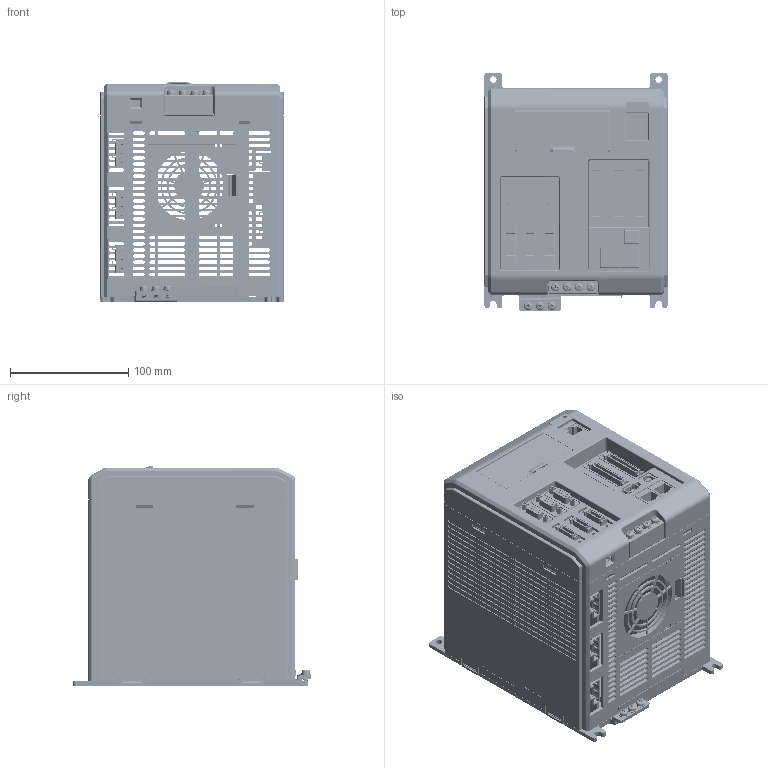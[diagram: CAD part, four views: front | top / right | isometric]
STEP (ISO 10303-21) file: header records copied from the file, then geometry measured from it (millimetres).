
FILE_DESCRIPTION(('HOOPS Exchange Step'),'2;1');
FILE_NAME('export-B5575000-33BA-48FC-85C9-2C72EF7581A0.stp','2024-05-08T11:43:44+02:00',('Engineering'),('Alibre'),'HOOPS Exchange 2023.0','Alibre','Unknown authorisation');
FILE_SCHEMA( ('AP242_MANAGED_MODEL_BASED_3D_ENGINEERING_MIM_LF {1 0 10303 442 1 1 4 }') );
Length unit declared in the file: millimetre
Products named in the file (38): 5017 ASDA-M Servo Drive 3x750W ASD-M-0721-M; 5017-2 ASDA-M Servo Drive 3x750W ASD-M-0721-M_2; 5017-3 ASDA-M Servo Drive 3x750W ASD-M-0721-M_3; 5017-4 ASDA-M Servo Drive 3x750W ASD-M-0721-M_4; 5017-5 ASDA-M Servo Drive 3x750W ASD-M-0721-M_5; 5017-6 ASDA-M Servo Drive 3x750W ASD-M-0721-M_6; 5017-7 ASDA-M Servo Drive 3x750W ASD-M-0721-M; 5017-8 ASDA-M Servo Drive 3x750W ASD-M-0721-M_8; 5017-9 ASDA-M Servo Drive 3x750W ASD-M-0721-M_9; 5017-10 ASDA-M Servo Drive 3x750W ASD-M-0721-M_10; 5017-11 ASDA-M Servo Drive 3x750W ASD-M-0721-M_11; 5017-12 ASDA-M Servo Drive 3x750W ASD-M-0721-M_12; 5017-13 ASDA-M Servo Drive 3x750W ASD-M-0721-M_13; 5017-14 ASDA-M Servo Drive 3x750W ASD-M-0721-M_14; 5017-15 ASDA-M Servo Drive 3x750W ASD-M-0721-M_15; 5017-16 ASDA-M Servo Drive 3x750W ASD-M-0721-M_16; 5017-17 ASDA-M Servo Drive 3x750W ASD-M-0721-M_17; 5017-18 ASDA-M Servo Drive 3x750W ASD-M-0721-M_18; 5017-19 ASDA-M Servo Drive 3x750W ASD-M-0721-M_19; 5017-20 ASDA-M Servo Drive 3x750W ASD-M-0721-M_20; 5017-21 ASDA-M Servo Drive 3x750W ASD-M-0721-M_21; 5017-22 ASDA-M Servo Drive 3x750W ASD-M-0721-M_22; 5017-23 ASDA-M Servo Drive 3x750W ASD-M-0721-M_23; 5017-24 ASDA-M Servo Drive 3x750W ASD-M-0721-M_24; 5017-25 ASDA-M Servo Drive 3x750W ASD-M-0721-M_25; 5017-26 ASDA-M Servo Drive 3x750W ASD-M-0721-M_26; 5017-27 ASDA-M Servo Drive 3x750W ASD-M-0721-M_27; 5017-28 ASDA-M Servo Drive 3x750W ASD-M-0721-M_28; 5017-29 ASDA-M Servo Drive 3x750W ASD-M-0721-M_29; 5017-30 ASDA-M Servo Drive 3x750W ASD-M-0721-M_30; 5017-31 ASDA-M Servo Drive 3x750W ASD-M-0721-M_31; 5017-32 ASDA-M Servo Drive 3x750W ASD-M-0721-M_32; 5017-33 ASDA-M Servo Drive 3x750W ASD-M-0721-M_33; 5017-34 ASDA-M Servo Drive 3x750W ASD-M-0721-M_34; 5017-35 ASDA-M Servo Drive 3x750W ASD-M-0721-M_35; 5017-36 ASDA-M Servo Drive 3x750W ASD-M-0721-M_36; 5017-37 ASDA-M Servo Drive 3x750W ASD-M-0721-M_37
Assembly tree (37 placements, depth 2):
  5017 ASDA-M Servo Drive 3x750W ASD-M-0721-M
    5017 ASDA-M Servo Drive 3x750W ASD-M-0721-M
    5017-2 ASDA-M Servo Drive 3x750W ASD-M-0721-M_2
    5017-3 ASDA-M Servo Drive 3x750W ASD-M-0721-M_3
    5017-4 ASDA-M Servo Drive 3x750W ASD-M-0721-M_4
    5017-5 ASDA-M Servo Drive 3x750W ASD-M-0721-M_5
    5017-6 ASDA-M Servo Drive 3x750W ASD-M-0721-M_6
    5017-7 ASDA-M Servo Drive 3x750W ASD-M-0721-M
    5017-8 ASDA-M Servo Drive 3x750W ASD-M-0721-M_8
    5017-9 ASDA-M Servo Drive 3x750W ASD-M-0721-M_9
    5017-10 ASDA-M Servo Drive 3x750W ASD-M-0721-M_10
    5017-11 ASDA-M Servo Drive 3x750W ASD-M-0721-M_11
    5017-12 ASDA-M Servo Drive 3x750W ASD-M-0721-M_12
    5017-13 ASDA-M Servo Drive 3x750W ASD-M-0721-M_13
    5017-14 ASDA-M Servo Drive 3x750W ASD-M-0721-M_14
    5017-15 ASDA-M Servo Drive 3x750W ASD-M-0721-M_15
    5017-16 ASDA-M Servo Drive 3x750W ASD-M-0721-M_16
    5017-17 ASDA-M Servo Drive 3x750W ASD-M-0721-M_17
    5017-18 ASDA-M Servo Drive 3x750W ASD-M-0721-M_18
    5017-19 ASDA-M Servo Drive 3x750W ASD-M-0721-M_19
    5017-20 ASDA-M Servo Drive 3x750W ASD-M-0721-M_20
    5017-21 ASDA-M Servo Drive 3x750W ASD-M-0721-M_21
    5017-22 ASDA-M Servo Drive 3x750W ASD-M-0721-M_22
    5017-23 ASDA-M Servo Drive 3x750W ASD-M-0721-M_23
    5017-24 ASDA-M Servo Drive 3x750W ASD-M-0721-M_24
    5017-25 ASDA-M Servo Drive 3x750W ASD-M-0721-M_25
    5017-26 ASDA-M Servo Drive 3x750W ASD-M-0721-M_26
    5017-27 ASDA-M Servo Drive 3x750W ASD-M-0721-M_27
    5017-28 ASDA-M Servo Drive 3x750W ASD-M-0721-M_28
    5017-29 ASDA-M Servo Drive 3x750W ASD-M-0721-M_29
    5017-30 ASDA-M Servo Drive 3x750W ASD-M-0721-M_30
    5017-31 ASDA-M Servo Drive 3x750W ASD-M-0721-M_31
    5017-32 ASDA-M Servo Drive 3x750W ASD-M-0721-M_32
    5017-33 ASDA-M Servo Drive 3x750W ASD-M-0721-M_33
    5017-34 ASDA-M Servo Drive 3x750W ASD-M-0721-M_34
    5017-35 ASDA-M Servo Drive 3x750W ASD-M-0721-M_35
    5017-36 ASDA-M Servo Drive 3x750W ASD-M-0721-M_36
    5017-37 ASDA-M Servo Drive 3x750W ASD-M-0721-M_37
Bounding box: 155 x 201.34 x 186.5 mm (x, y, z)
Volume: 738828.4 mm3; surface area: 730304.2 mm2
Topology: 37 solids, 41 shells, 8127 faces, 21978 edges, 14266 vertices
Faces by surface type: cylinder 3863, plane 3670, bspline 401, cone 99, torus 48, sphere 46
Entity records: 470202 total; most frequent: CARTESIAN_POINT 262659, ORIENTED_EDGE 43658, DIRECTION 42402, EDGE_CURVE 21829, AXIS2_PLACEMENT_3D 14778, VERTEX_POINT 14266, VECTOR 12846, LINE 12846
